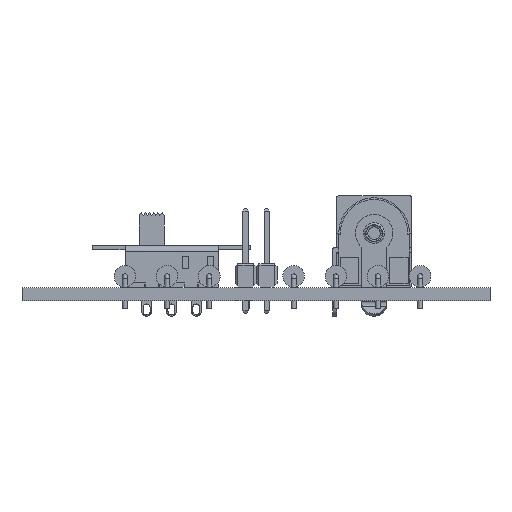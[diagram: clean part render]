
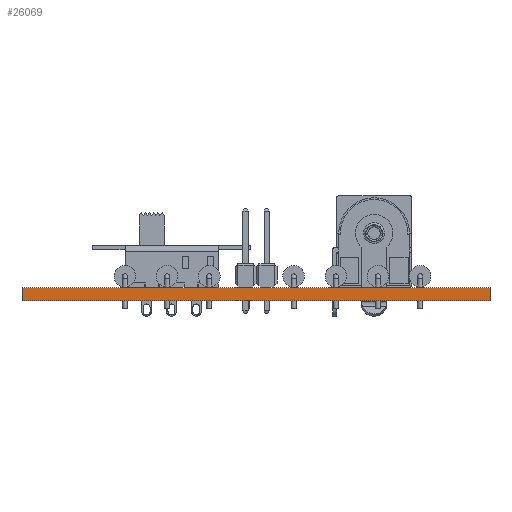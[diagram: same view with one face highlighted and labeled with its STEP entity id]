
A CAD part, front view. The second image highlights one B-rep face of the part: STEP entity #26069.
In plain terms, the highlighted planar face has unit normal (0, -1, 0).
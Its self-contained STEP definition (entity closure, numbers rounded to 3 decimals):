
#25953 = EDGE_CURVE('',#25954,#25956,#25958,.T.);
#25954 = VERTEX_POINT('',#25955);
#25955 = CARTESIAN_POINT('',(128.99,-123.92,0.));
#25956 = VERTEX_POINT('',#25957);
#25957 = CARTESIAN_POINT('',(128.99,-123.92,1.6));
#25958 = SURFACE_CURVE('',#25959,(#25963,#25975),.PCURVE_S1.);
#25959 = LINE('',#25960,#25961);
#25960 = CARTESIAN_POINT('',(128.99,-123.92,0.));
#25961 = VECTOR('',#25962,1.);
#25962 = DIRECTION('',(0.,0.,1.));
#25963 = PCURVE('',#25964,#25969);
#25964 = PLANE('',#25965);
#25965 = AXIS2_PLACEMENT_3D('',#25966,#25967,#25968);
#25966 = CARTESIAN_POINT('',(128.99,-123.92,0.));
#25967 = DIRECTION('',(-1.,0.,0.));
#25968 = DIRECTION('',(0.,1.,0.));
#25969 = DEFINITIONAL_REPRESENTATION('',(#25970),#25974);
#25970 = LINE('',#25971,#25972);
#25971 = CARTESIAN_POINT('',(0.,0.));
#25972 = VECTOR('',#25973,1.);
#25973 = DIRECTION('',(0.,-1.));
#25974 = ( GEOMETRIC_REPRESENTATION_CONTEXT(2) 
PARAMETRIC_REPRESENTATION_CONTEXT() REPRESENTATION_CONTEXT('2D SPACE',''
  ) );
#25975 = PCURVE('',#25976,#25981);
#25976 = PLANE('',#25977);
#25977 = AXIS2_PLACEMENT_3D('',#25978,#25979,#25980);
#25978 = CARTESIAN_POINT('',(185.35,-123.92,0.));
#25979 = DIRECTION('',(0.,-1.,0.));
#25980 = DIRECTION('',(-1.,0.,0.));
#25981 = DEFINITIONAL_REPRESENTATION('',(#25982),#25986);
#25982 = LINE('',#25983,#25984);
#25983 = CARTESIAN_POINT('',(56.36,0.));
#25984 = VECTOR('',#25985,1.);
#25985 = DIRECTION('',(0.,-1.));
#25986 = ( GEOMETRIC_REPRESENTATION_CONTEXT(2) 
PARAMETRIC_REPRESENTATION_CONTEXT() REPRESENTATION_CONTEXT('2D SPACE',''
  ) );
#26004 = PLANE('',#26005);
#26005 = AXIS2_PLACEMENT_3D('',#26006,#26007,#26008);
#26006 = CARTESIAN_POINT('',(157.17,-99.27,1.6));
#26007 = DIRECTION('',(-0.,-0.,-1.));
#26008 = DIRECTION('',(-1.,0.,0.));
#26058 = PLANE('',#26059);
#26059 = AXIS2_PLACEMENT_3D('',#26060,#26061,#26062);
#26060 = CARTESIAN_POINT('',(157.17,-99.27,0.));
#26061 = DIRECTION('',(-0.,-0.,-1.));
#26062 = DIRECTION('',(-1.,0.,0.));
#26069 = ADVANCED_FACE('',(#26070),#25976,.T.);
#26070 = FACE_BOUND('',#26071,.T.);
#26071 = EDGE_LOOP('',(#26072,#26102,#26123,#26124));
#26072 = ORIENTED_EDGE('',*,*,#26073,.T.);
#26073 = EDGE_CURVE('',#26074,#26076,#26078,.T.);
#26074 = VERTEX_POINT('',#26075);
#26075 = CARTESIAN_POINT('',(185.35,-123.92,0.));
#26076 = VERTEX_POINT('',#26077);
#26077 = CARTESIAN_POINT('',(185.35,-123.92,1.6));
#26078 = SURFACE_CURVE('',#26079,(#26083,#26090),.PCURVE_S1.);
#26079 = LINE('',#26080,#26081);
#26080 = CARTESIAN_POINT('',(185.35,-123.92,0.));
#26081 = VECTOR('',#26082,1.);
#26082 = DIRECTION('',(0.,0.,1.));
#26083 = PCURVE('',#25976,#26084);
#26084 = DEFINITIONAL_REPRESENTATION('',(#26085),#26089);
#26085 = LINE('',#26086,#26087);
#26086 = CARTESIAN_POINT('',(0.,-0.));
#26087 = VECTOR('',#26088,1.);
#26088 = DIRECTION('',(0.,-1.));
#26089 = ( GEOMETRIC_REPRESENTATION_CONTEXT(2) 
PARAMETRIC_REPRESENTATION_CONTEXT() REPRESENTATION_CONTEXT('2D SPACE',''
  ) );
#26090 = PCURVE('',#26091,#26096);
#26091 = PLANE('',#26092);
#26092 = AXIS2_PLACEMENT_3D('',#26093,#26094,#26095);
#26093 = CARTESIAN_POINT('',(185.35,-74.62,0.));
#26094 = DIRECTION('',(1.,0.,-0.));
#26095 = DIRECTION('',(0.,-1.,0.));
#26096 = DEFINITIONAL_REPRESENTATION('',(#26097),#26101);
#26097 = LINE('',#26098,#26099);
#26098 = CARTESIAN_POINT('',(49.3,0.));
#26099 = VECTOR('',#26100,1.);
#26100 = DIRECTION('',(0.,-1.));
#26101 = ( GEOMETRIC_REPRESENTATION_CONTEXT(2) 
PARAMETRIC_REPRESENTATION_CONTEXT() REPRESENTATION_CONTEXT('2D SPACE',''
  ) );
#26102 = ORIENTED_EDGE('',*,*,#26103,.T.);
#26103 = EDGE_CURVE('',#26076,#25956,#26104,.T.);
#26104 = SURFACE_CURVE('',#26105,(#26109,#26116),.PCURVE_S1.);
#26105 = LINE('',#26106,#26107);
#26106 = CARTESIAN_POINT('',(185.35,-123.92,1.6));
#26107 = VECTOR('',#26108,1.);
#26108 = DIRECTION('',(-1.,0.,0.));
#26109 = PCURVE('',#25976,#26110);
#26110 = DEFINITIONAL_REPRESENTATION('',(#26111),#26115);
#26111 = LINE('',#26112,#26113);
#26112 = CARTESIAN_POINT('',(0.,-1.6));
#26113 = VECTOR('',#26114,1.);
#26114 = DIRECTION('',(1.,0.));
#26115 = ( GEOMETRIC_REPRESENTATION_CONTEXT(2) 
PARAMETRIC_REPRESENTATION_CONTEXT() REPRESENTATION_CONTEXT('2D SPACE',''
  ) );
#26116 = PCURVE('',#26004,#26117);
#26117 = DEFINITIONAL_REPRESENTATION('',(#26118),#26122);
#26118 = LINE('',#26119,#26120);
#26119 = CARTESIAN_POINT('',(-28.18,-24.65));
#26120 = VECTOR('',#26121,1.);
#26121 = DIRECTION('',(1.,0.));
#26122 = ( GEOMETRIC_REPRESENTATION_CONTEXT(2) 
PARAMETRIC_REPRESENTATION_CONTEXT() REPRESENTATION_CONTEXT('2D SPACE',''
  ) );
#26123 = ORIENTED_EDGE('',*,*,#25953,.F.);
#26124 = ORIENTED_EDGE('',*,*,#26125,.F.);
#26125 = EDGE_CURVE('',#26074,#25954,#26126,.T.);
#26126 = SURFACE_CURVE('',#26127,(#26131,#26138),.PCURVE_S1.);
#26127 = LINE('',#26128,#26129);
#26128 = CARTESIAN_POINT('',(185.35,-123.92,0.));
#26129 = VECTOR('',#26130,1.);
#26130 = DIRECTION('',(-1.,0.,0.));
#26131 = PCURVE('',#25976,#26132);
#26132 = DEFINITIONAL_REPRESENTATION('',(#26133),#26137);
#26133 = LINE('',#26134,#26135);
#26134 = CARTESIAN_POINT('',(0.,-0.));
#26135 = VECTOR('',#26136,1.);
#26136 = DIRECTION('',(1.,0.));
#26137 = ( GEOMETRIC_REPRESENTATION_CONTEXT(2) 
PARAMETRIC_REPRESENTATION_CONTEXT() REPRESENTATION_CONTEXT('2D SPACE',''
  ) );
#26138 = PCURVE('',#26058,#26139);
#26139 = DEFINITIONAL_REPRESENTATION('',(#26140),#26144);
#26140 = LINE('',#26141,#26142);
#26141 = CARTESIAN_POINT('',(-28.18,-24.65));
#26142 = VECTOR('',#26143,1.);
#26143 = DIRECTION('',(1.,0.));
#26144 = ( GEOMETRIC_REPRESENTATION_CONTEXT(2) 
PARAMETRIC_REPRESENTATION_CONTEXT() REPRESENTATION_CONTEXT('2D SPACE',''
  ) );
